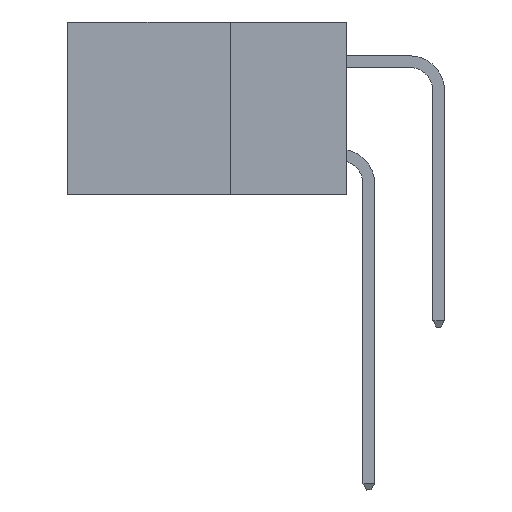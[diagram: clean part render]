
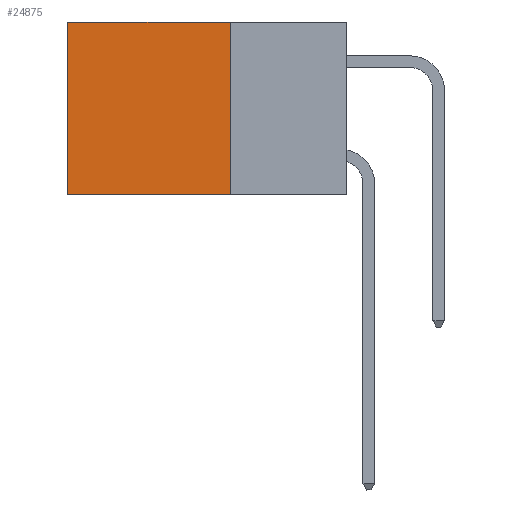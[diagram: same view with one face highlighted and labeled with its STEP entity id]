
A CAD part, left-side view. The second image highlights one B-rep face of the part: STEP entity #24875.
In plain terms, the highlighted planar face has unit normal (-1, 0, 0).
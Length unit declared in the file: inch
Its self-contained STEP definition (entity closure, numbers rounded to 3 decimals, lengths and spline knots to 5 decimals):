
#760 = DIRECTION ( 'NONE',  ( 0., 0., -1. ) ) ;
#1847 = CARTESIAN_POINT ( 'NONE',  ( 0.2875, 0.25, 0. ) ) ;
#4065 = ORIENTED_EDGE ( 'NONE', *, *, #11756, .F. ) ;
#5663 = DIRECTION ( 'NONE',  ( 0., 1., 0. ) ) ;
#7769 = DIRECTION ( 'NONE',  ( 0., 0., -1. ) ) ;
#8517 = EDGE_CURVE ( 'NONE', #8736, #19299, #33099, .T. ) ;
#8736 = VERTEX_POINT ( 'NONE', #13566 ) ;
#8920 = CARTESIAN_POINT ( 'NONE',  ( 0.2875, 0.6, -0.37 ) ) ;
#9473 = EDGE_LOOP ( 'NONE', ( #21941, #12502, #4065, #23909 ) ) ;
#10538 = CARTESIAN_POINT ( 'NONE',  ( 0.2875, 0.25, -0.37 ) ) ;
#10756 = VECTOR ( 'NONE', #11292, 39.37008 ) ;
#11292 = DIRECTION ( 'NONE',  ( 0., 0., -1. ) ) ;
#11756 = EDGE_CURVE ( 'NONE', #35519, #23383, #31546, .T. ) ;
#12502 = ORIENTED_EDGE ( 'NONE', *, *, #17194, .F. ) ;
#13566 = CARTESIAN_POINT ( 'NONE',  ( 0.2875, 0.6, 0. ) ) ;
#14999 = CARTESIAN_POINT ( 'NONE',  ( 0.2875, 0.25, -0.37 ) ) ;
#16582 = AXIS2_PLACEMENT_3D ( 'NONE', #1847, #21227, #7769 ) ;
#16622 = LINE ( 'NONE', #10538, #17497 ) ;
#17063 = LINE ( 'NONE', #22290, #28721 ) ;
#17194 = EDGE_CURVE ( 'NONE', #23383, #19299, #16622, .T. ) ;
#17497 = VECTOR ( 'NONE', #24368, 39.37008 ) ;
#17539 = CARTESIAN_POINT ( 'NONE',  ( 0.2875, 0.6, 0. ) ) ;
#18386 = VECTOR ( 'NONE', #760, 39.37008 ) ;
#18463 = PLANE ( 'NONE',  #16582 ) ;
#19299 = VERTEX_POINT ( 'NONE', #8920 ) ;
#21227 = DIRECTION ( 'NONE',  ( 1., 0., 0. ) ) ;
#21941 = ORIENTED_EDGE ( 'NONE', *, *, #8517, .T. ) ;
#22290 = CARTESIAN_POINT ( 'NONE',  ( 0.2875, 0.25, 0. ) ) ;
#22311 = CARTESIAN_POINT ( 'NONE',  ( 0.2875, 0.25, 0. ) ) ;
#23383 = VERTEX_POINT ( 'NONE', #14999 ) ;
#23909 = ORIENTED_EDGE ( 'NONE', *, *, #26811, .T. ) ;
#24368 = DIRECTION ( 'NONE',  ( 0., 1., 0. ) ) ;
#24875 = ADVANCED_FACE ( 'NONE', ( #34092 ), #18463, .F. ) ;
#26811 = EDGE_CURVE ( 'NONE', #35519, #8736, #17063, .T. ) ;
#28721 = VECTOR ( 'NONE', #5663, 39.37008 ) ;
#31546 = LINE ( 'NONE', #22311, #10756 ) ;
#33099 = LINE ( 'NONE', #17539, #18386 ) ;
#34092 = FACE_OUTER_BOUND ( 'NONE', #9473, .T. ) ;
#35289 = CARTESIAN_POINT ( 'NONE',  ( 0.2875, 0.25, 0. ) ) ;
#35519 = VERTEX_POINT ( 'NONE', #35289 ) ;
